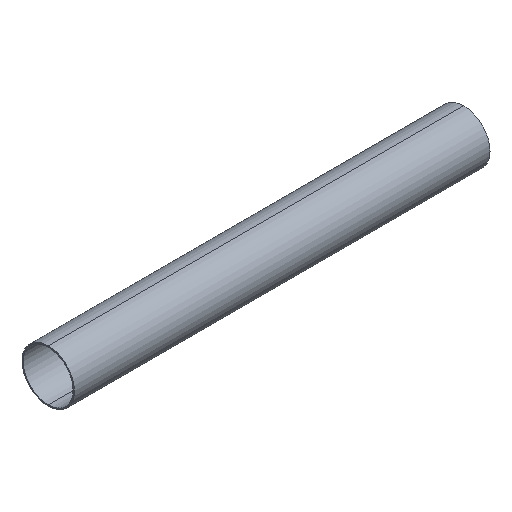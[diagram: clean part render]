
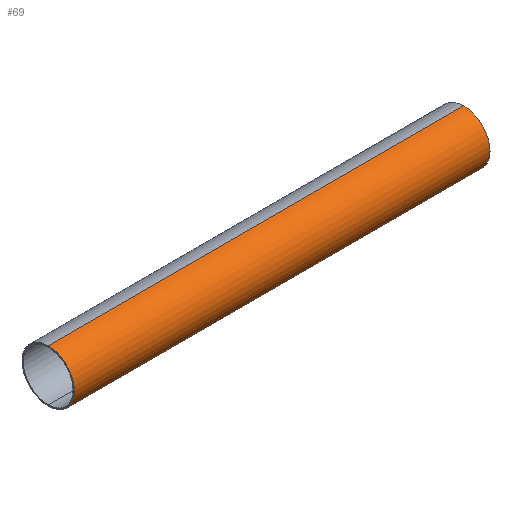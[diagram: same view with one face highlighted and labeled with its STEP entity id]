
A CAD part, isometric view. The second image highlights one B-rep face of the part: STEP entity #69.
In plain terms, the highlighted cylindrical face has radius 315 mm (diameter 630 mm), a partial arc.
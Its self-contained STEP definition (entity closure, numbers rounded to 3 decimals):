
#57 = VERTEX_POINT( '', #127 );
#61 = VERTEX_POINT( '', #131 );
#63 = EDGE_CURVE( '', #75, #61, #133, .T. );
#69 = ADVANCED_FACE( '', ( #140 ), #141, .T. );
#73 = EDGE_CURVE( '', #57, #87, #147, .T. );
#75 = VERTEX_POINT( '', #149 );
#77 = EDGE_CURVE( '', #87, #75, #151, .T. );
#81 = EDGE_CURVE( '', #61, #57, #155, .T. );
#87 = VERTEX_POINT( '', #161 );
#127 = CARTESIAN_POINT( '', ( 5000., 0., 315. ) );
#131 = CARTESIAN_POINT( '', ( 5000., 0., -315. ) );
#133 = LINE( '', #204, #205 );
#140 = FACE_OUTER_BOUND( '', #213, .T. );
#141 = CYLINDRICAL_SURFACE( '', #214, 315. );
#147 = LINE( '', #221, #222 );
#149 = CARTESIAN_POINT( '', ( 0., 0., -315. ) );
#151 = CIRCLE( '', #227, 315. );
#155 = CIRCLE( '', #233, 315. );
#161 = CARTESIAN_POINT( '', ( 0., 0., 315. ) );
#204 = CARTESIAN_POINT( '', ( 0., 0., -315. ) );
#205 = VECTOR( '', #267, 1. );
#213 = EDGE_LOOP( '', ( #280, #281, #282, #283 ) );
#214 = AXIS2_PLACEMENT_3D( '', #284, #285, #286 );
#221 = CARTESIAN_POINT( '', ( 0., 0., 315. ) );
#222 = VECTOR( '', #295, 1. );
#227 = AXIS2_PLACEMENT_3D( '', #296, #297, #298 );
#233 = AXIS2_PLACEMENT_3D( '', #302, #303, #304 );
#267 = DIRECTION( '', ( 1., 0., 0. ) );
#280 = ORIENTED_EDGE( '', *, *, #63, .T. );
#281 = ORIENTED_EDGE( '', *, *, #81, .T. );
#282 = ORIENTED_EDGE( '', *, *, #73, .T. );
#283 = ORIENTED_EDGE( '', *, *, #77, .T. );
#284 = CARTESIAN_POINT( '', ( 0., 0., 0. ) );
#285 = DIRECTION( '', ( -1., 0., 0. ) );
#286 = DIRECTION( '', ( 0., 0., -1. ) );
#295 = DIRECTION( '', ( -1., 0., 0. ) );
#296 = CARTESIAN_POINT( '', ( 0., 0., 0. ) );
#297 = DIRECTION( '', ( 1., 0., 0. ) );
#298 = DIRECTION( '', ( 0., 0., -1. ) );
#302 = CARTESIAN_POINT( '', ( 5000., 0., 0. ) );
#303 = DIRECTION( '', ( -1., 0., 0. ) );
#304 = DIRECTION( '', ( 0., 0., -1. ) );
